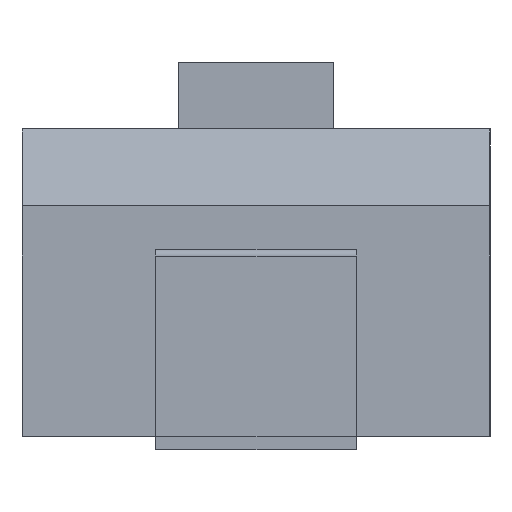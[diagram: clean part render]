
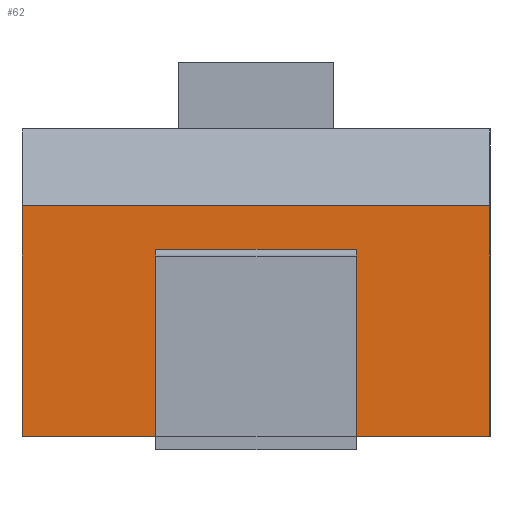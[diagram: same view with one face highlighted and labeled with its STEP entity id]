
A CAD part, left-side view. The second image highlights one B-rep face of the part: STEP entity #62.
In plain terms, the highlighted planar face has unit normal (-1, 0, 0).
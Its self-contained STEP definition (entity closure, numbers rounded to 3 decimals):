
#12=DIRECTION('',(0.,0.,1.));
#13=DIRECTION('',(1.,0.,0.));
#29=EDGE_CURVE('',#30,#32,#34,.T.);
#30=VERTEX_POINT('',#31);
#31=CARTESIAN_POINT('',(-3.2,-1.75,0.1));
#32=VERTEX_POINT('',#33);
#33=CARTESIAN_POINT('',(-3.2,-1.75,1.825));
#34=LINE('',#31,#35);
#35=VECTOR('',#12,1.);
#62=ADVANCED_FACE('',(#63),#81,.F.);
#63=FACE_BOUND('',#64,.F.);
#64=EDGE_LOOP('',(#65,#72,#77,#78));
#65=ORIENTED_EDGE('',*,*,#66,.T.);
#66=EDGE_CURVE('',#67,#69,#71,.T.);
#67=VERTEX_POINT('',#68);
#68=CARTESIAN_POINT('',(-3.2,1.75,0.1));
#69=VERTEX_POINT('',#70);
#70=CARTESIAN_POINT('',(-3.2,1.75,1.825));
#71=LINE('',#68,#35);
#72=ORIENTED_EDGE('',*,*,#73,.T.);
#73=EDGE_CURVE('',#69,#32,#74,.T.);
#74=LINE('',#70,#75);
#75=VECTOR('',#76,1.);
#76=DIRECTION('',(0.,-1.,0.));
#77=ORIENTED_EDGE('',*,*,#29,.F.);
#78=ORIENTED_EDGE('',*,*,#79,.F.);
#79=EDGE_CURVE('',#67,#30,#80,.T.);
#80=LINE('',#68,#75);
#81=PLANE('',#82);
#82=AXIS2_PLACEMENT_3D('',#68,#13,#76);
